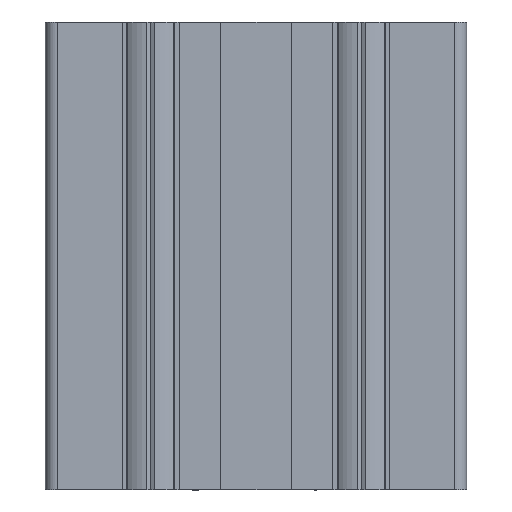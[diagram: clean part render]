
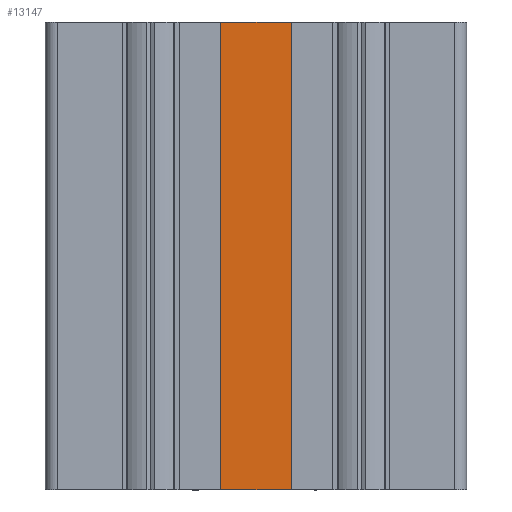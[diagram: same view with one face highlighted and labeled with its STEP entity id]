
A CAD part, front view. The second image highlights one B-rep face of the part: STEP entity #13147.
In plain terms, the highlighted planar face has unit normal (0, -1, 0).
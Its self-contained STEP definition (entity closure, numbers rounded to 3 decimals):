
#245 = VERTEX_POINT ( 'NONE', #10980 ) ;
#977 = VERTEX_POINT ( 'NONE', #1862 ) ;
#1862 = CARTESIAN_POINT ( 'NONE',  ( 6949.817, 1355.587, 100. ) ) ;
#2389 = CARTESIAN_POINT ( 'NONE',  ( 6949.817, 1355.587, 100. ) ) ;
#2579 = EDGE_CURVE ( 'NONE', #245, #7120, #6441, .T. ) ;
#3283 = EDGE_LOOP ( 'NONE', ( #14775, #15147, #3983, #4530 ) ) ;
#3660 = DIRECTION ( 'NONE',  ( 0., 0., 1. ) ) ;
#3983 = ORIENTED_EDGE ( 'NONE', *, *, #2579, .F. ) ;
#4530 = ORIENTED_EDGE ( 'NONE', *, *, #8116, .T. ) ;
#4568 = FACE_OUTER_BOUND ( 'NONE', #3283, .T. ) ;
#4614 = LINE ( 'NONE', #5132, #4634 ) ;
#4634 = VECTOR ( 'NONE', #5073, 1000. ) ;
#5073 = DIRECTION ( 'NONE',  ( 0., 0., -1. ) ) ;
#5108 = VERTEX_POINT ( 'NONE', #14181 ) ;
#5132 = CARTESIAN_POINT ( 'NONE',  ( 6949.817, 1355.587, 100. ) ) ;
#5171 = LINE ( 'NONE', #7506, #5606 ) ;
#5566 = EDGE_CURVE ( 'NONE', #7120, #977, #5171, .T. ) ;
#5606 = VECTOR ( 'NONE', #7711, 1000. ) ;
#5616 = EDGE_CURVE ( 'NONE', #977, #5108, #4614, .T. ) ;
#5808 = CARTESIAN_POINT ( 'NONE',  ( 6934.814, 1355.587, 100. ) ) ;
#6429 = VECTOR ( 'NONE', #8333, 1000. ) ;
#6441 = LINE ( 'NONE', #8232, #6429 ) ;
#7120 = VERTEX_POINT ( 'NONE', #5808 ) ;
#7506 = CARTESIAN_POINT ( 'NONE',  ( 6919.818, 1355.587, 100. ) ) ;
#7711 = DIRECTION ( 'NONE',  ( 1., 0., 0. ) ) ;
#8116 = EDGE_CURVE ( 'NONE', #245, #5108, #13179, .T. ) ;
#8232 = CARTESIAN_POINT ( 'NONE',  ( 6934.814, 1355.587, 100. ) ) ;
#8333 = DIRECTION ( 'NONE',  ( 0., 0., 1. ) ) ;
#8553 = PLANE ( 'NONE',  #9993 ) ;
#9777 = CARTESIAN_POINT ( 'NONE',  ( 6949.817, 1355.587, 0. ) ) ;
#9929 = DIRECTION ( 'NONE',  ( 1., 0., 0. ) ) ;
#9993 = AXIS2_PLACEMENT_3D ( 'NONE', #2389, #10994, #3660 ) ;
#10980 = CARTESIAN_POINT ( 'NONE',  ( 6934.814, 1355.587, 0. ) ) ;
#10994 = DIRECTION ( 'NONE',  ( 0., 1., 0. ) ) ;
#13147 = ADVANCED_FACE ( 'NONE', ( #4568 ), #8553, .F. ) ;
#13179 = LINE ( 'NONE', #9777, #15104 ) ;
#14181 = CARTESIAN_POINT ( 'NONE',  ( 6949.817, 1355.587, 0. ) ) ;
#14775 = ORIENTED_EDGE ( 'NONE', *, *, #5616, .F. ) ;
#15104 = VECTOR ( 'NONE', #9929, 1000. ) ;
#15147 = ORIENTED_EDGE ( 'NONE', *, *, #5566, .F. ) ;
